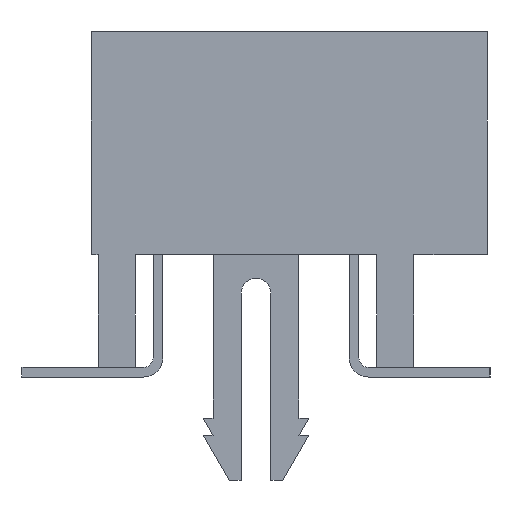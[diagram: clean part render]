
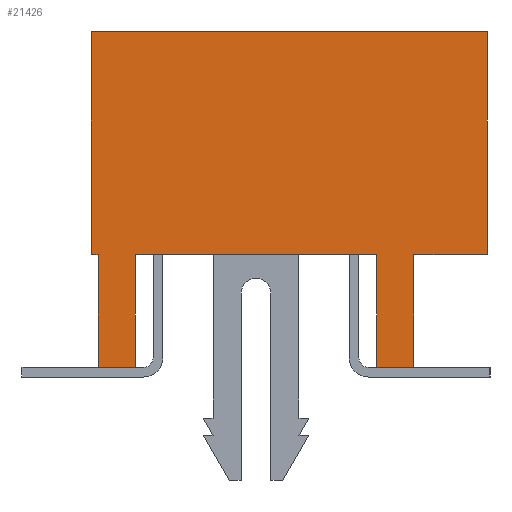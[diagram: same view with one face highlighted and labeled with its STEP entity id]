
A CAD part, left-side view. The second image highlights one B-rep face of the part: STEP entity #21426.
In plain terms, the highlighted planar face has unit normal (-1, 0, 0).
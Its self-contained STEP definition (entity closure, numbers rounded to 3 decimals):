
#1014=FACE_OUTER_BOUND('',#2297,.T.);
#2297=EDGE_LOOP('',(#16640,#16641,#16642,#16643,#16644,#16645,#16646,#16647,
#16648,#16649,#16650,#16651));
#3936=LINE('',#31007,#6821);
#4128=LINE('',#31392,#7013);
#4145=LINE('',#31426,#7030);
#4273=LINE('',#31683,#7158);
#4410=LINE('',#31953,#7295);
#4469=LINE('',#32071,#7354);
#4470=LINE('',#32073,#7355);
#4471=LINE('',#32074,#7356);
#4472=LINE('',#32076,#7357);
#4473=LINE('',#32077,#7358);
#4474=LINE('',#32078,#7359);
#4475=LINE('',#32079,#7360);
#6821=VECTOR('',#25316,1000.);
#7013=VECTOR('',#25510,1000.);
#7030=VECTOR('',#25529,1000.);
#7158=VECTOR('',#25659,1000.);
#7295=VECTOR('',#26040,1000.);
#7354=VECTOR('',#26101,1000.);
#7355=VECTOR('',#26102,1000.);
#7356=VECTOR('',#26103,1000.);
#7357=VECTOR('',#26104,1000.);
#7358=VECTOR('',#26105,1000.);
#7359=VECTOR('',#26106,1000.);
#7360=VECTOR('',#26107,1000.);
#9425=VERTEX_POINT('',#31005);
#9426=VERTEX_POINT('',#31006);
#9617=VERTEX_POINT('',#31389);
#9618=VERTEX_POINT('',#31391);
#9633=VERTEX_POINT('',#31423);
#9634=VERTEX_POINT('',#31425);
#9761=VERTEX_POINT('',#31680);
#9762=VERTEX_POINT('',#31682);
#9773=VERTEX_POINT('',#31951);
#9831=VERTEX_POINT('',#32070);
#9832=VERTEX_POINT('',#32072);
#9833=VERTEX_POINT('',#32075);
#11749=EDGE_CURVE('',#9425,#9426,#3936,.T.);
#11941=EDGE_CURVE('',#9618,#9617,#4128,.T.);
#11958=EDGE_CURVE('',#9633,#9634,#4145,.T.);
#12086=EDGE_CURVE('',#9762,#9761,#4273,.T.);
#12223=EDGE_CURVE('',#9773,#9761,#4410,.T.);
#12282=EDGE_CURVE('',#9634,#9831,#4469,.T.);
#12283=EDGE_CURVE('',#9832,#9633,#4470,.T.);
#12284=EDGE_CURVE('',#9618,#9832,#4471,.T.);
#12285=EDGE_CURVE('',#9617,#9833,#4472,.T.);
#12286=EDGE_CURVE('',#9833,#9425,#4473,.T.);
#12287=EDGE_CURVE('',#9426,#9762,#4474,.T.);
#12288=EDGE_CURVE('',#9831,#9773,#4475,.T.);
#16640=ORIENTED_EDGE('',*,*,#12282,.F.);
#16641=ORIENTED_EDGE('',*,*,#11958,.F.);
#16642=ORIENTED_EDGE('',*,*,#12283,.F.);
#16643=ORIENTED_EDGE('',*,*,#12284,.F.);
#16644=ORIENTED_EDGE('',*,*,#11941,.T.);
#16645=ORIENTED_EDGE('',*,*,#12285,.T.);
#16646=ORIENTED_EDGE('',*,*,#12286,.T.);
#16647=ORIENTED_EDGE('',*,*,#11749,.T.);
#16648=ORIENTED_EDGE('',*,*,#12287,.T.);
#16649=ORIENTED_EDGE('',*,*,#12086,.T.);
#16650=ORIENTED_EDGE('',*,*,#12223,.F.);
#16651=ORIENTED_EDGE('',*,*,#12288,.F.);
#20281=PLANE('',#22724);
#21426=ADVANCED_FACE('',(#1014),#20281,.F.);
#22724=AXIS2_PLACEMENT_3D('',#32069,#26099,#26100);
#25316=DIRECTION('',(0.,-1.,0.));
#25510=DIRECTION('',(0.,0.,-1.));
#25529=DIRECTION('',(0.,-1.,0.));
#25659=DIRECTION('',(0.,-1.,0.));
#26040=DIRECTION('',(0.,0.,-1.));
#26099=DIRECTION('center_axis',(1.,0.,0.));
#26100=DIRECTION('ref_axis',(0.,1.,0.));
#26101=DIRECTION('',(0.,0.,-1.));
#26102=DIRECTION('',(0.,0.,1.));
#26103=DIRECTION('',(0.,1.,0.));
#26104=DIRECTION('',(0.,-1.,0.));
#26105=DIRECTION('',(0.,0.,1.));
#26106=DIRECTION('',(0.,0.,-1.));
#26107=DIRECTION('',(0.,1.,0.));
#31005=CARTESIAN_POINT('',(-15.175,1.625,1.65));
#31006=CARTESIAN_POINT('',(-15.175,-1.625,1.65));
#31007=CARTESIAN_POINT('',(-15.175,1.625,1.65));
#31389=CARTESIAN_POINT('',(-15.175,2.125,0.13));
#31391=CARTESIAN_POINT('',(-15.175,2.125,1.65));
#31392=CARTESIAN_POINT('',(-15.175,2.125,4.65));
#31423=CARTESIAN_POINT('',(-15.175,2.215,4.65));
#31425=CARTESIAN_POINT('',(-15.175,-3.115,4.65));
#31426=CARTESIAN_POINT('',(-15.175,2.125,4.65));
#31680=CARTESIAN_POINT('',(-15.175,-2.125,0.13));
#31682=CARTESIAN_POINT('',(-15.175,-1.625,0.13));
#31683=CARTESIAN_POINT('',(-15.175,2.125,0.13));
#31951=CARTESIAN_POINT('',(-15.175,-2.125,1.65));
#31953=CARTESIAN_POINT('',(-15.175,-2.125,4.65));
#32069=CARTESIAN_POINT('Origin',(-15.175,2.125,4.65));
#32070=CARTESIAN_POINT('',(-15.175,-3.115,1.65));
#32071=CARTESIAN_POINT('',(-15.175,-3.115,4.65));
#32072=CARTESIAN_POINT('',(-15.175,2.215,1.65));
#32073=CARTESIAN_POINT('',(-15.175,2.215,1.65));
#32074=CARTESIAN_POINT('',(-15.175,2.115,1.65));
#32075=CARTESIAN_POINT('',(-15.175,1.625,0.13));
#32076=CARTESIAN_POINT('',(-15.175,2.125,0.13));
#32077=CARTESIAN_POINT('',(-15.175,1.625,0.13));
#32078=CARTESIAN_POINT('',(-15.175,-1.625,1.65));
#32079=CARTESIAN_POINT('',(-15.175,-3.115,1.65));
